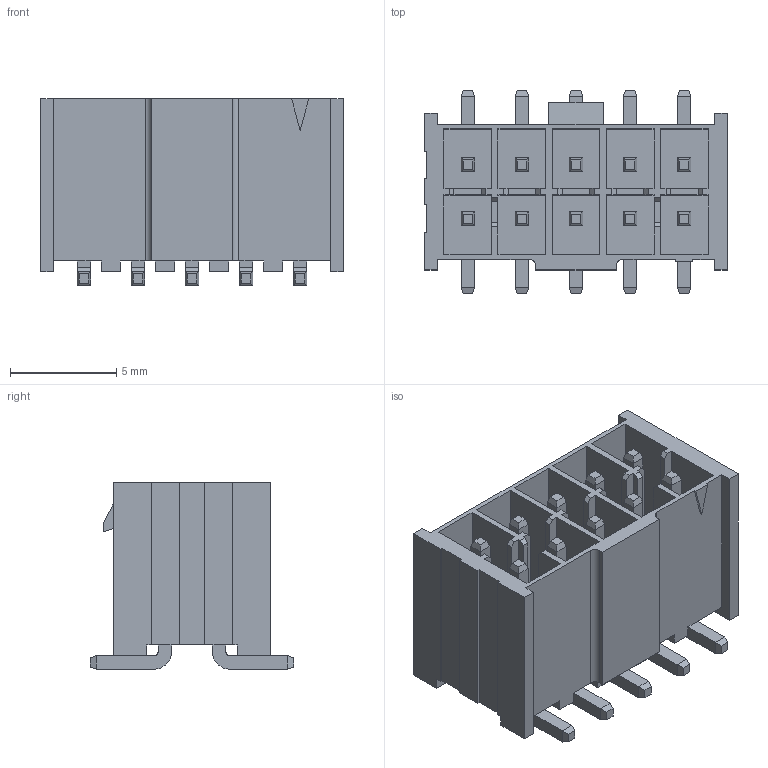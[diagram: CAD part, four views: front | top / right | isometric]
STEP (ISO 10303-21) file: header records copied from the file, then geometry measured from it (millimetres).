
FILE_DESCRIPTION( ('This file contains a STEP AP42 implementation' ,'as created by ZW3D STEP Interface translator.') ,'2;1' );
FILE_NAME( 'WF2549A-2WMXXXXXR1.stp' ,'23 5 5.1526 3', (''), ('ZWCAD Software Co.'), 'Version 1.0', 'ZW3D to STEP translator', '' );
FILE_SCHEMA(('AUTOMOTIVE_DESIGN { 1 0 10303 214 1 1 1 1 }'));
Length unit declared in the file: millimetre
Products named in the file (2): 0; WF2549A-2WMXXXXXR1
Bounding box: 14.22 x 9.58 x 8.76 mm (x, y, z)
Volume: 354.4 mm3; surface area: 1469.1 mm2
Topology: 1 solids, 1 shells, 519 faces, 1274 edges, 786 vertices
Faces by surface type: plane 497, cylinder 22
Entity records: 15315 total; most frequent: CARTESIAN_POINT 2580, ORIENTED_EDGE 2548, DIRECTION 2358, EDGE_CURVE 1274, VECTOR 1230, LINE 1230, VERTEX_POINT 786, AXIS2_PLACEMENT_3D 564
